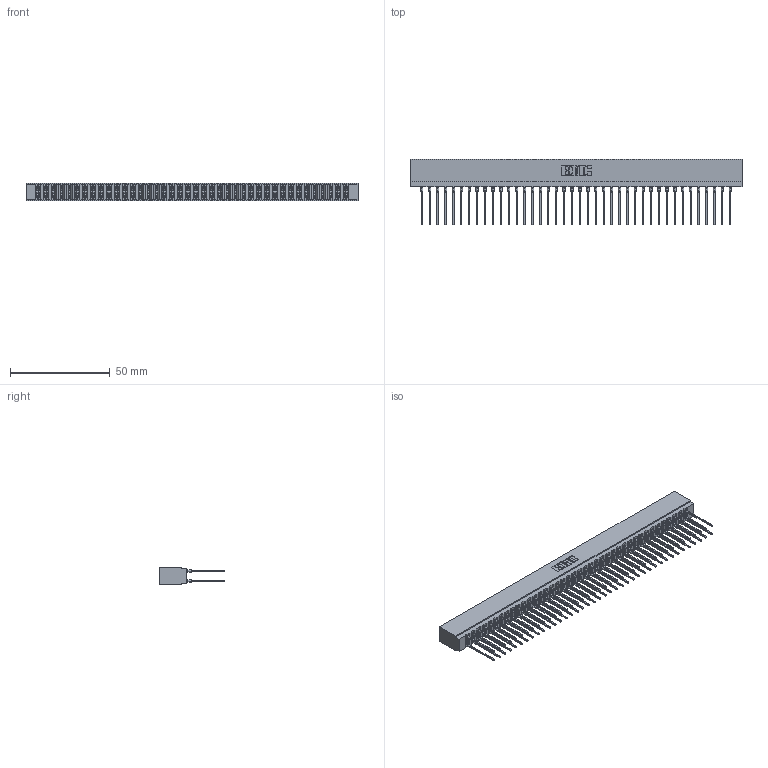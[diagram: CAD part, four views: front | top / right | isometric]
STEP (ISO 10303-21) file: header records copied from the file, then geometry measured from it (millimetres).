
FILE_DESCRIPTION (( 'STEP AP203' ), '1' );
FILE_NAME ('717-080-541-201.STEP', '2026-02-20T19:28:43', ( '' ), ( '' ), 'SwSTEP 2.0', 'SolidWorks 2023', '' );
FILE_SCHEMA (( 'CONFIG_CONTROL_DESIGN' ));
Length unit declared in the file: millimetre
Products named in the file (3): 717-080-541-201; 717 Part_Insulator Option - 06; 745-292-001_541
Assembly tree (81 placements, depth 2):
  717-080-541-201
    717 Part_Insulator Option - 06
    745-292-001_541  x80
Bounding box: 166.37 x 33.01 x 8.89 mm (x, y, z)
Volume: 14815.9 mm3; surface area: 24419.6 mm2
Topology: 81 solids, 81 shells, 7294 faces, 19611 edges, 12326 vertices
Faces by surface type: plane 3774, bspline 1600, cylinder 1440, torus 480
Entity records: 68865 total; most frequent: CARTESIAN_POINT 12457, ORIENTED_EDGE 11888, DIRECTION 10380, EDGE_CURVE 5944, VECTOR 5522, LINE 5522, VERTEX_POINT 3794, AXIS2_PLACEMENT_3D 2429
